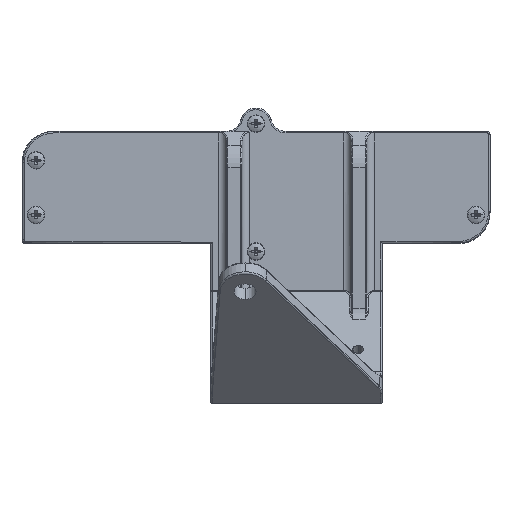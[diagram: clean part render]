
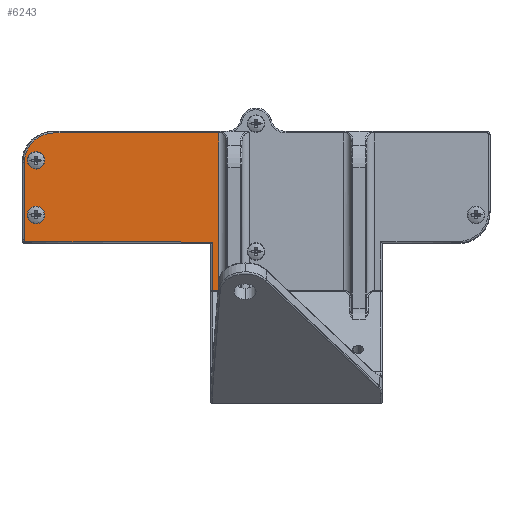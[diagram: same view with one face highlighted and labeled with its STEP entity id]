
A CAD part, front view. The second image highlights one B-rep face of the part: STEP entity #6243.
In plain terms, the highlighted face is planar.
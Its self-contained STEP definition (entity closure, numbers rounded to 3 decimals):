
#77 = CARTESIAN_POINT ( 'NONE',  ( 127.75, -4.75, 2.5 ) ) ;
#81 = LINE ( 'NONE', #9033, #1081 ) ;
#141 = CARTESIAN_POINT ( 'NONE',  ( 77.498, 30.231, 2.5 ) ) ;
#212 = AXIS2_PLACEMENT_3D ( 'NONE', #8436, #5602, #6993 ) ;
#608 = FACE_BOUND ( 'NONE', #5414, .T. ) ;
#712 = DIRECTION ( 'NONE',  ( 0., 0., 1. ) ) ;
#776 = VECTOR ( 'NONE', #3805, 1000. ) ;
#886 = DIRECTION ( 'NONE',  ( -1., 0., 0. ) ) ;
#897 = DIRECTION ( 'NONE',  ( 1., 0., 0. ) ) ;
#984 = VERTEX_POINT ( 'NONE', #77 ) ;
#1062 = CIRCLE ( 'NONE', #7616, 1.75 ) ;
#1081 = VECTOR ( 'NONE', #886, 1000. ) ;
#1096 = VECTOR ( 'NONE', #7576, 1000. ) ;
#1100 = CARTESIAN_POINT ( 'NONE',  ( 133.5, 21.5, 2.5 ) ) ;
#1115 = ORIENTED_EDGE ( 'NONE', *, *, #1358, .T. ) ;
#1177 = CARTESIAN_POINT ( 'NONE',  ( 135.25, 21.5, 2.5 ) ) ;
#1184 = CARTESIAN_POINT ( 'NONE',  ( 133.5, 4., 2.5 ) ) ;
#1280 = FACE_OUTER_BOUND ( 'NONE', #3233, .T. ) ;
#1309 = ORIENTED_EDGE ( 'NONE', *, *, #4195, .F. ) ;
#1328 = AXIS2_PLACEMENT_3D ( 'NONE', #1440, #7288, #2238 ) ;
#1343 = CARTESIAN_POINT ( 'NONE',  ( 75., 33.25, 2.5 ) ) ;
#1358 = EDGE_CURVE ( 'NONE', #5686, #2553, #4483, .T. ) ;
#1371 = DIRECTION ( 'NONE',  ( 0., 0., 1. ) ) ;
#1440 = CARTESIAN_POINT ( 'NONE',  ( 133.5, 4., 2.5 ) ) ;
#1595 = CARTESIAN_POINT ( 'NONE',  ( 137.25, 4.75, 2.5 ) ) ;
#1613 = DIRECTION ( 'NONE',  ( 0., 0., 1. ) ) ;
#1699 = AXIS2_PLACEMENT_3D ( 'NONE', #7376, #1371, #2982 ) ;
#1804 = EDGE_CURVE ( 'NONE', #7812, #984, #6524, .T. ) ;
#1940 = DIRECTION ( 'NONE',  ( 1., 0., 0. ) ) ;
#1958 = ORIENTED_EDGE ( 'NONE', *, *, #1804, .T. ) ;
#1984 = AXIS2_PLACEMENT_3D ( 'NONE', #2269, #1613, #897 ) ;
#2071 = CARTESIAN_POINT ( 'NONE',  ( 131.75, 21.5, 2.5 ) ) ;
#2142 = CIRCLE ( 'NONE', #1699, 9.5 ) ;
#2238 = DIRECTION ( 'NONE',  ( 1., 0., 0. ) ) ;
#2269 = CARTESIAN_POINT ( 'NONE',  ( 133.5, 21.5, 2.5 ) ) ;
#2381 = VERTEX_POINT ( 'NONE', #4419 ) ;
#2535 = VERTEX_POINT ( 'NONE', #1177 ) ;
#2550 = CARTESIAN_POINT ( 'NONE',  ( 77., 45.722, 2.5 ) ) ;
#2553 = VERTEX_POINT ( 'NONE', #5415 ) ;
#2624 = DIRECTION ( 'NONE',  ( 0., 0., 1. ) ) ;
#2902 = DIRECTION ( 'NONE',  ( 1., 0., 0. ) ) ;
#2982 = DIRECTION ( 'NONE',  ( 1., 0., 0. ) ) ;
#3058 = CARTESIAN_POINT ( 'NONE',  ( 137.25, 29.504, 2.5 ) ) ;
#3199 = AXIS2_PLACEMENT_3D ( 'NONE', #6476, #712, #9443 ) ;
#3233 = EDGE_LOOP ( 'NONE', ( #7516, #7802, #7712, #1958, #4035, #1115, #3254, #8296 ) ) ;
#3254 = ORIENTED_EDGE ( 'NONE', *, *, #8019, .T. ) ;
#3366 = VECTOR ( 'NONE', #4053, 1000. ) ;
#3385 = DIRECTION ( 'NONE',  ( 1., 0., 0. ) ) ;
#3496 = PLANE ( 'NONE',  #212 ) ;
#3498 = CIRCLE ( 'NONE', #1984, 1.75 ) ;
#3553 = EDGE_CURVE ( 'NONE', #9114, #2381, #3748, .T. ) ;
#3602 = CARTESIAN_POINT ( 'NONE',  ( 127.75, -4.75, 2.5 ) ) ;
#3748 = LINE ( 'NONE', #141, #1096 ) ;
#3805 = DIRECTION ( 'NONE',  ( 0., 1., 0. ) ) ;
#4031 = EDGE_CURVE ( 'NONE', #4899, #2535, #8330, .T. ) ;
#4035 = ORIENTED_EDGE ( 'NONE', *, *, #6430, .T. ) ;
#4053 = DIRECTION ( 'NONE',  ( 0., -1., 0. ) ) ;
#4059 = EDGE_LOOP ( 'NONE', ( #1309, #5712 ) ) ;
#4195 = EDGE_CURVE ( 'NONE', #7470, #4602, #4811, .T. ) ;
#4419 = CARTESIAN_POINT ( 'NONE',  ( 77., 30.233, 2.5 ) ) ;
#4483 = LINE ( 'NONE', #3058, #776 ) ;
#4602 = VERTEX_POINT ( 'NONE', #8623 ) ;
#4745 = FACE_BOUND ( 'NONE', #4059, .T. ) ;
#4811 = CIRCLE ( 'NONE', #1328, 1.75 ) ;
#4899 = VERTEX_POINT ( 'NONE', #2071 ) ;
#5283 = AXIS2_PLACEMENT_3D ( 'NONE', #1100, #2624, #3385 ) ;
#5381 = CARTESIAN_POINT ( 'NONE',  ( 75., 45.722, 2.5 ) ) ;
#5414 = EDGE_LOOP ( 'NONE', ( #7335, #6596 ) ) ;
#5415 = CARTESIAN_POINT ( 'NONE',  ( 137.25, 29.504, 2.5 ) ) ;
#5602 = DIRECTION ( 'NONE',  ( 0., 0., 1. ) ) ;
#5686 = VERTEX_POINT ( 'NONE', #1595 ) ;
#5712 = ORIENTED_EDGE ( 'NONE', *, *, #7929, .F. ) ;
#6197 = CARTESIAN_POINT ( 'NONE',  ( 131.75, 4., 2.5 ) ) ;
#6243 = ADVANCED_FACE ( 'NONE', ( #608, #4745, #1280 ), #3496, .T. ) ;
#6403 = EDGE_CURVE ( 'NONE', #2381, #9327, #8044, .T. ) ;
#6430 = EDGE_CURVE ( 'NONE', #984, #5686, #2142, .T. ) ;
#6476 = CARTESIAN_POINT ( 'NONE',  ( 136.75, 29.504, 2.5 ) ) ;
#6524 = LINE ( 'NONE', #3602, #8293 ) ;
#6596 = ORIENTED_EDGE ( 'NONE', *, *, #8078, .F. ) ;
#6993 = DIRECTION ( 'NONE',  ( 1., 0., 0. ) ) ;
#7288 = DIRECTION ( 'NONE',  ( 0., 0., 1. ) ) ;
#7335 = ORIENTED_EDGE ( 'NONE', *, *, #4031, .F. ) ;
#7376 = CARTESIAN_POINT ( 'NONE',  ( 127.75, 4.75, 2.5 ) ) ;
#7470 = VERTEX_POINT ( 'NONE', #6197 ) ;
#7516 = ORIENTED_EDGE ( 'NONE', *, *, #6403, .T. ) ;
#7576 = DIRECTION ( 'NONE',  ( -1., 0.004, 0. ) ) ;
#7616 = AXIS2_PLACEMENT_3D ( 'NONE', #1184, #8481, #1940 ) ;
#7712 = ORIENTED_EDGE ( 'NONE', *, *, #8642, .T. ) ;
#7802 = ORIENTED_EDGE ( 'NONE', *, *, #8624, .T. ) ;
#7812 = VERTEX_POINT ( 'NONE', #8115 ) ;
#7848 = VERTEX_POINT ( 'NONE', #5381 ) ;
#7929 = EDGE_CURVE ( 'NONE', #4602, #7470, #1062, .T. ) ;
#8002 = DIRECTION ( 'NONE',  ( 0., 1., 0. ) ) ;
#8019 = EDGE_CURVE ( 'NONE', #2553, #9114, #8392, .T. ) ;
#8044 = LINE ( 'NONE', #8665, #8257 ) ;
#8078 = EDGE_CURVE ( 'NONE', #2535, #4899, #3498, .T. ) ;
#8115 = CARTESIAN_POINT ( 'NONE',  ( 75., -4.75, 2.5 ) ) ;
#8257 = VECTOR ( 'NONE', #8002, 1000. ) ;
#8293 = VECTOR ( 'NONE', #2902, 1000. ) ;
#8296 = ORIENTED_EDGE ( 'NONE', *, *, #3553, .T. ) ;
#8330 = CIRCLE ( 'NONE', #5283, 1.75 ) ;
#8392 = CIRCLE ( 'NONE', #3199, 0.5 ) ;
#8436 = CARTESIAN_POINT ( 'NONE',  ( 63., 33.25, 2.5 ) ) ;
#8481 = DIRECTION ( 'NONE',  ( 0., 0., 1. ) ) ;
#8623 = CARTESIAN_POINT ( 'NONE',  ( 135.25, 4., 2.5 ) ) ;
#8624 = EDGE_CURVE ( 'NONE', #9327, #7848, #81, .T. ) ;
#8625 = CARTESIAN_POINT ( 'NONE',  ( 136.752, 30.004, 2.5 ) ) ;
#8642 = EDGE_CURVE ( 'NONE', #7848, #7812, #9123, .T. ) ;
#8665 = CARTESIAN_POINT ( 'NONE',  ( 77., 45.929, 2.5 ) ) ;
#9033 = CARTESIAN_POINT ( 'NONE',  ( 63., 45.722, 2.5 ) ) ;
#9114 = VERTEX_POINT ( 'NONE', #8625 ) ;
#9123 = LINE ( 'NONE', #1343, #3366 ) ;
#9327 = VERTEX_POINT ( 'NONE', #2550 ) ;
#9443 = DIRECTION ( 'NONE',  ( 1., 0., 0. ) ) ;
